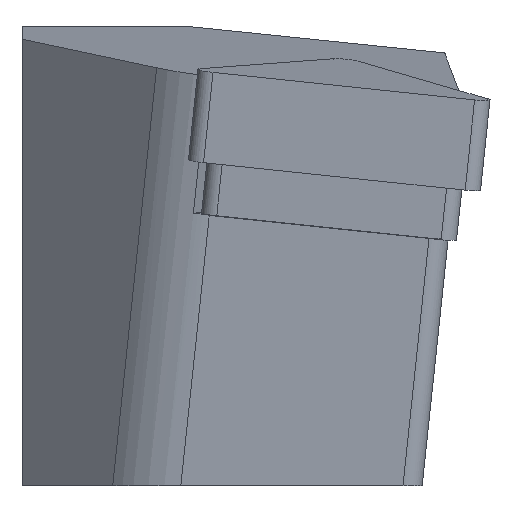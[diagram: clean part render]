
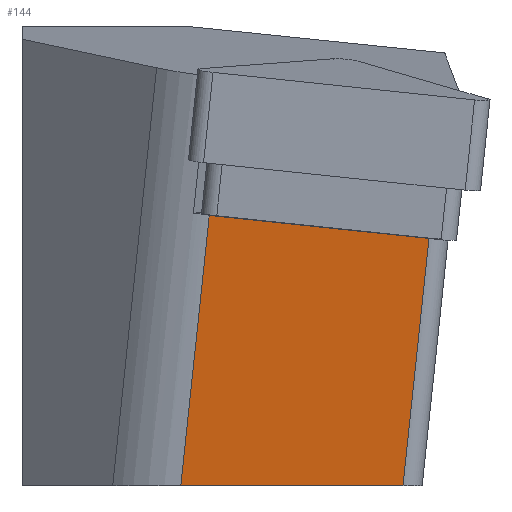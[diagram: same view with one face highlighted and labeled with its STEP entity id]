
A CAD part, left-side view. The second image highlights one B-rep face of the part: STEP entity #144.
In plain terms, the highlighted planar face has unit normal (-0.995, 0.011, -0.104).
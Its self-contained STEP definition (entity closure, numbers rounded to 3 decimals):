
#144=ADVANCED_FACE('',(#207),#177,.F.);
#177=PLANE('',#767);
#207=FACE_OUTER_BOUND('',#243,.T.);
#243=EDGE_LOOP('',(#364,#365,#366,#367));
#364=ORIENTED_EDGE('',*,*,#564,.F.);
#365=ORIENTED_EDGE('',*,*,#565,.T.);
#366=ORIENTED_EDGE('',*,*,#537,.T.);
#367=ORIENTED_EDGE('',*,*,#547,.F.);
#469=VERTEX_POINT('',#1046);
#471=VERTEX_POINT('',#1050);
#478=VERTEX_POINT('',#1069);
#485=VERTEX_POINT('',#1103);
#537=EDGE_CURVE('',#469,#471,#623,.T.);
#547=EDGE_CURVE('',#478,#471,#631,.T.);
#564=EDGE_CURVE('',#485,#478,#645,.T.);
#565=EDGE_CURVE('',#485,#469,#646,.T.);
#623=LINE('',#1051,#693);
#631=LINE('',#1070,#701);
#645=LINE('',#1104,#715);
#646=LINE('',#1106,#716);
#693=VECTOR('',#848,1.);
#701=VECTOR('',#864,1.);
#715=VECTOR('',#904,1.);
#716=VECTOR('',#907,1.);
#767=AXIS2_PLACEMENT_3D('',#1107,#908,#909);
#848=DIRECTION('',(0.105,0.104,-0.989));
#864=DIRECTION('',(0.011,1.,0.));
#904=DIRECTION('',(0.105,0.104,-0.989));
#907=DIRECTION('',(0.,0.995,0.105));
#908=DIRECTION('',(0.995,-0.011,0.104));
#909=DIRECTION('',(0.104,0.,-0.995));
#1046=CARTESIAN_POINT('',(1.546,-9.775,-5.86));
#1050=CARTESIAN_POINT('',(3.041,-8.289,-20.));
#1051=CARTESIAN_POINT('',(5.985,-5.361,-47.856));
#1069=CARTESIAN_POINT('',(2.913,-19.883,-20.));
#1070=CARTESIAN_POINT('',(2.947,-16.795,-20.));
#1103=CARTESIAN_POINT('',(1.546,-21.242,-7.065));
#1104=CARTESIAN_POINT('',(5.985,-16.828,-49.061));
#1106=CARTESIAN_POINT('',(1.546,-21.242,-7.065));
#1107=CARTESIAN_POINT('',(5.985,-16.828,-49.061));
